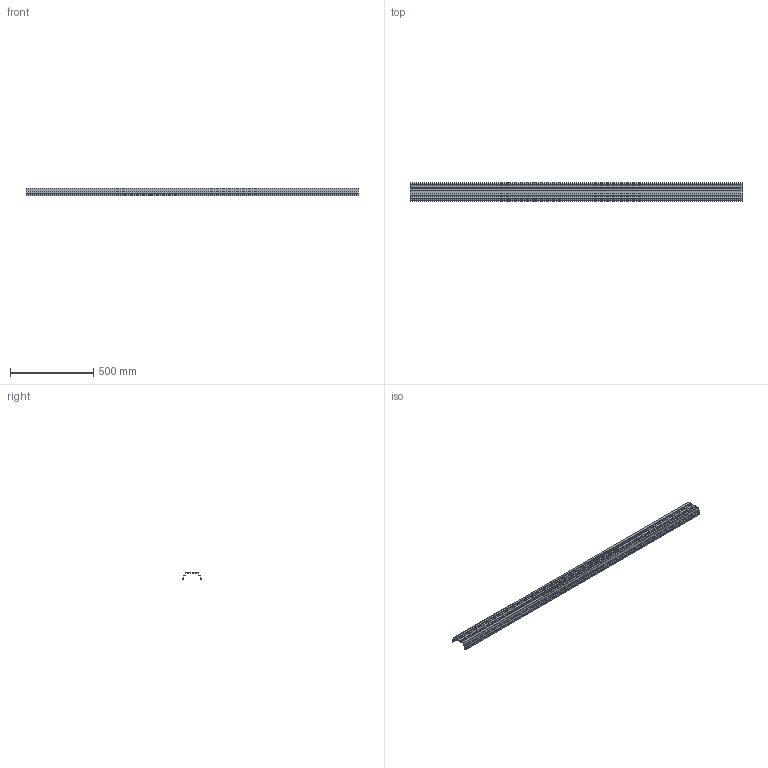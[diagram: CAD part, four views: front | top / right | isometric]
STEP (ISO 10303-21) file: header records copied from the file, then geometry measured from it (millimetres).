
FILE_DESCRIPTION(('CATIA V5 STEP Exchange','CAx-IF Rec.Pracs.--- Model Styling and Organization---1.4--- 2014-01-23'),'2;1');
FILE_NAME ('D1396972_1', '2019-11-11T13:12:00+00:00', ('none'), ('Weidmueller'), 'CATIA Version 5-6 Release 2016 SP3 HF44', 'CATIA V5 STEP AP214', 'none');
FILE_SCHEMA(('AUTOMOTIVE_DESIGN { 1 0 10303 214 1 1 1 1 }'));
Length unit declared in the file: millimetre
Products named in the file (1): 4169320000
Bounding box: 2000 x 110.89 x 44.06 mm (x, y, z)
Volume: 617698 mm3; surface area: 824235.4 mm2
Topology: 1 solids, 1 shells, 122 faces, 360 edges, 240 vertices
Faces by surface type: plane 86, cylinder 36
Entity records: 4050 total; most frequent: ORIENTED_EDGE 720, CARTESIAN_POINT 706, DIRECTION 570, EDGE_CURVE 360, VECTOR 288, LINE 288, VERTEX_POINT 240, AXIS2_PLACEMENT_3D 178
